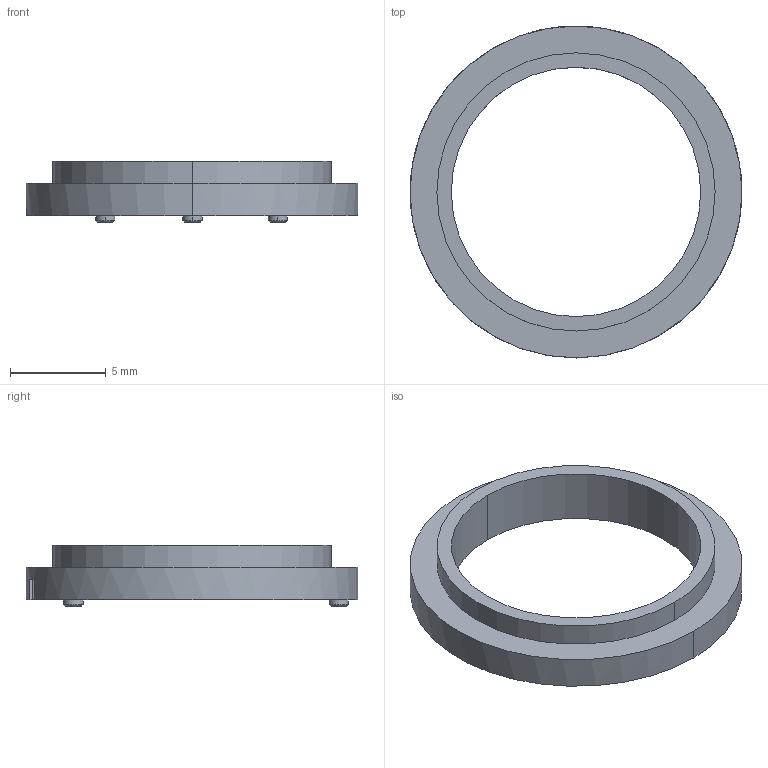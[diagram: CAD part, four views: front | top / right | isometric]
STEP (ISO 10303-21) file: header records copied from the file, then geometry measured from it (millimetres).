
FILE_DESCRIPTION(/* description */ (''),/* implementation_level */ '2;1');
FILE_NAME(/* name */ 'amt103-v_21.ipt.step',/* time_stamp */ '2017-01-05T11:49:55-08:00',/* author */ ('Autodesk Inc.'),/* organization */ ('Autodesk Inc.'),/* preprocessor_version */ 'ST-DEVELOPER v16.5',/* originating_system */ 'Autodesk Inventor 2017',/* authorisation */ '');
FILE_SCHEMA (('CONFIG_CONTROL_DESIGN','AUTOMOTIVE_DESIGN { 1 0 10303 214 3 1 1 }'));
Length unit declared in the file: millimetre
Products named in the file (1): amt103-v_21
Bounding box: 17.3 x 17.3 x 3.2 mm (x, y, z)
Volume: 205.5 mm3; surface area: 480.1 mm2
Topology: 1 solids, 1 shells, 36 faces, 84 edges, 54 vertices
Faces by surface type: cylinder 15, plane 15, cone 6
Entity records: 1076 total; most frequent: DIRECTION 200, CARTESIAN_POINT 175, ORIENTED_EDGE 168, EDGE_CURVE 84, AXIS2_PLACEMENT_3D 79, VERTEX_POINT 54, EDGE_LOOP 42, LINE 42
